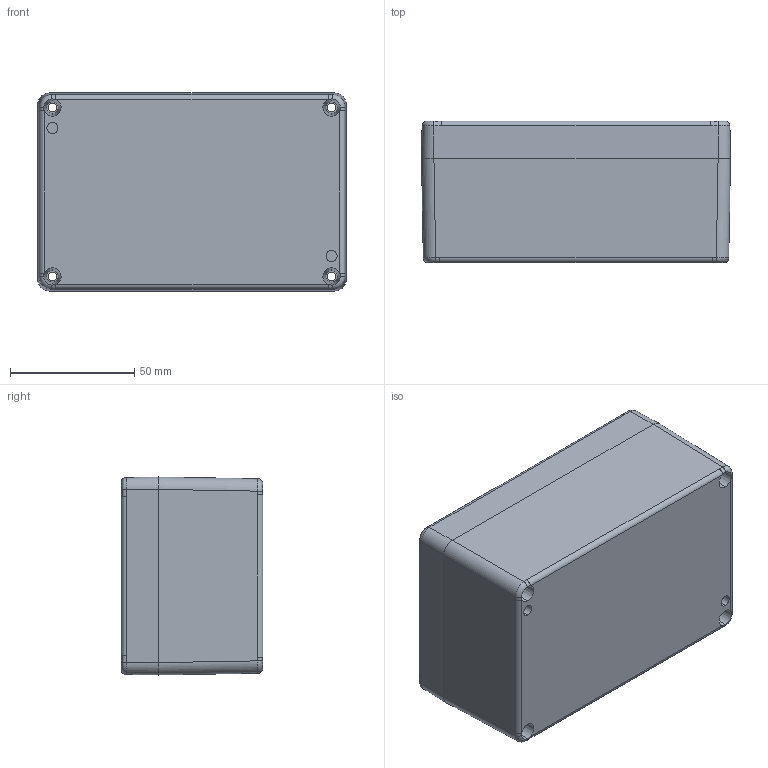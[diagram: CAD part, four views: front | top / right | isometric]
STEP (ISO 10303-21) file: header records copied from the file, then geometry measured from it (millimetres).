
FILE_DESCRIPTION (( 'STEP AP214' ), '1' );
FILE_NAME ('G108.STEP', '2009-11-20T03:38:35', ( 'NEF User' ), ( 'NEF User' ), 'SwSTEP 2.0', 'SolidWorks 2009', '' );
FILE_SCHEMA (( 'AUTOMOTIVE_DESIGN' ));
Length unit declared in the file: millimetre
Products named in the file (3): G108-BASE; G108; G107-COVER
Assembly tree (2 placements, depth 2):
  G108
    G108-BASE
    G107-COVER
Bounding box: 124.5 x 57 x 79.8 mm (x, y, z)
Volume: 149299.6 mm3; surface area: 87991.2 mm2
Topology: 2 solids, 2 shells, 240 faces, 632 edges, 408 vertices
Faces by surface type: plane 84, cone 68, cylinder 60, bspline 28
Entity records: 8744 total; most frequent: CARTESIAN_POINT 2623, DIRECTION 1288, ORIENTED_EDGE 1264, EDGE_CURVE 632, AXIS2_PLACEMENT_3D 489, VERTEX_POINT 408, LINE 310, VECTOR 310
